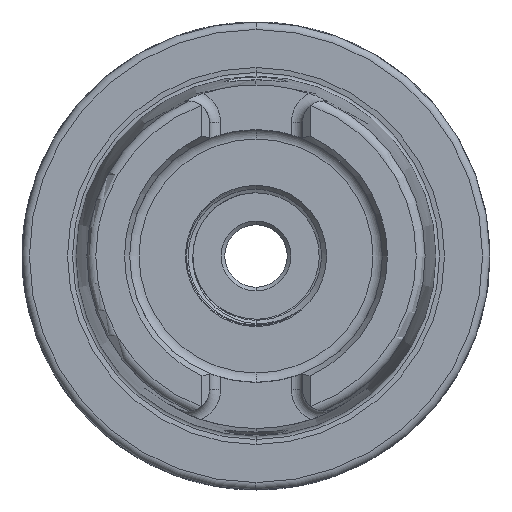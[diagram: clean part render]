
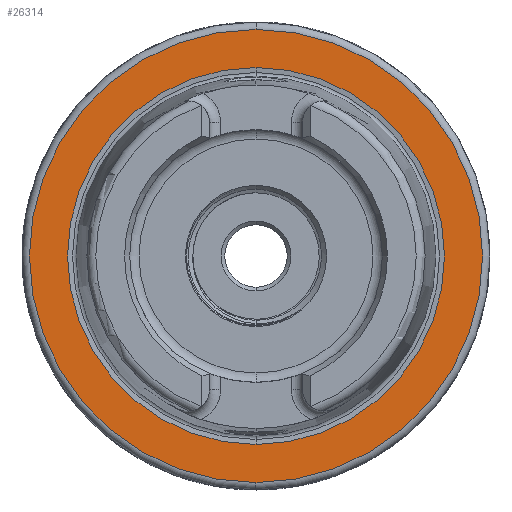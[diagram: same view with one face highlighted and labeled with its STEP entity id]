
A CAD part, left-side view. The second image highlights one B-rep face of the part: STEP entity #26314.
In plain terms, the highlighted planar face has unit normal (-1, 0, 0).
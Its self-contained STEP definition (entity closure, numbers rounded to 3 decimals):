
#753 = AXIS2_PLACEMENT_3D ( 'NONE', #30076, #30031, #30070 ) ;
#758 = AXIS2_PLACEMENT_3D ( 'NONE', #17753, #17764, #17771 ) ;
#1108 = AXIS2_PLACEMENT_3D ( 'NONE', #22611, #22587, #22597 ) ;
#1410 = EDGE_CURVE ( 'NONE', #11122, #11124, #2766, .T. ) ;
#1470 = EDGE_CURVE ( 'NONE', #11207, #5188, #2795, .T. ) ;
#1952 = FACE_BOUND ( 'NONE', #18423, .T. ) ;
#2007 = FACE_OUTER_BOUND ( 'NONE', #18401, .T. ) ;
#2766 = CIRCLE ( 'NONE', #758, 30.5 ) ;
#2795 = CIRCLE ( 'NONE', #753, 25.369 ) ;
#5188 = VERTEX_POINT ( 'NONE', #23804 ) ;
#9900 = DIRECTION ( 'NONE',  ( 0., 0., 1. ) ) ;
#9915 = CARTESIAN_POINT ( 'NONE',  ( 0., 0., 0. ) ) ;
#9920 = DIRECTION ( 'NONE',  ( -1., 0., 0. ) ) ;
#10897 = DIRECTION ( 'NONE',  ( 1., 0., 0. ) ) ;
#10898 = CARTESIAN_POINT ( 'NONE',  ( 0., 0., 0. ) ) ;
#10899 = DIRECTION ( 'NONE',  ( 0., 0., -1. ) ) ;
#11122 = VERTEX_POINT ( 'NONE', #23955 ) ;
#11124 = VERTEX_POINT ( 'NONE', #23923 ) ;
#11207 = VERTEX_POINT ( 'NONE', #24014 ) ;
#12828 = AXIS2_PLACEMENT_3D ( 'NONE', #9915, #9920, #9900 ) ;
#12862 = AXIS2_PLACEMENT_3D ( 'NONE', #10898, #10897, #10899 ) ;
#14389 = CIRCLE ( 'NONE', #12828, 30.5 ) ;
#14478 = CIRCLE ( 'NONE', #12862, 25.369 ) ;
#17753 = CARTESIAN_POINT ( 'NONE',  ( 0., 0., 0. ) ) ;
#17764 = DIRECTION ( 'NONE',  ( -1., 0., 0. ) ) ;
#17771 = DIRECTION ( 'NONE',  ( 0., 0., 1. ) ) ;
#18049 = ORIENTED_EDGE ( 'NONE', *, *, #28847, .T. ) ;
#18059 = ORIENTED_EDGE ( 'NONE', *, *, #1410, .T. ) ;
#18074 = ORIENTED_EDGE ( 'NONE', *, *, #28921, .T. ) ;
#18087 = ORIENTED_EDGE ( 'NONE', *, *, #1470, .T. ) ;
#18401 = EDGE_LOOP ( 'NONE', ( #18049, #18059 ) ) ;
#18423 = EDGE_LOOP ( 'NONE', ( #18074, #18087 ) ) ;
#22587 = DIRECTION ( 'NONE',  ( -1., 0., 0. ) ) ;
#22596 = PLANE ( 'NONE',  #1108 ) ;
#22597 = DIRECTION ( 'NONE',  ( 0., 0., 1. ) ) ;
#22611 = CARTESIAN_POINT ( 'NONE',  ( 0., 25.369, 0. ) ) ;
#23804 = CARTESIAN_POINT ( 'NONE',  ( 0., 0., 25.369 ) ) ;
#23923 = CARTESIAN_POINT ( 'NONE',  ( 0., 0., 30.5 ) ) ;
#23955 = CARTESIAN_POINT ( 'NONE',  ( 0., 0., -30.5 ) ) ;
#24014 = CARTESIAN_POINT ( 'NONE',  ( 0., 0., -25.369 ) ) ;
#26314 = ADVANCED_FACE ( 'NONE', ( #2007, #1952 ), #22596, .T. ) ;
#28847 = EDGE_CURVE ( 'NONE', #11124, #11122, #14389, .T. ) ;
#28921 = EDGE_CURVE ( 'NONE', #5188, #11207, #14478, .T. ) ;
#30031 = DIRECTION ( 'NONE',  ( 1., 0., 0. ) ) ;
#30070 = DIRECTION ( 'NONE',  ( 0., 0., -1. ) ) ;
#30076 = CARTESIAN_POINT ( 'NONE',  ( 0., 0., 0. ) ) ;
